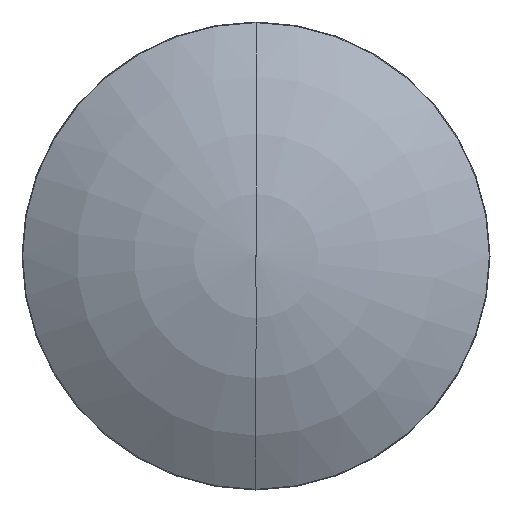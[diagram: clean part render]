
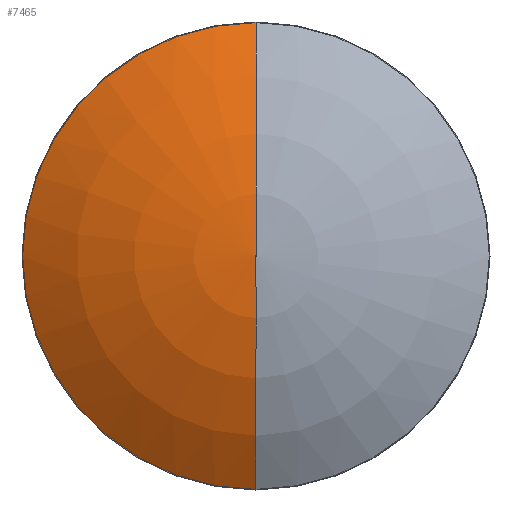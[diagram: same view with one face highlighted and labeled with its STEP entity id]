
A CAD part, left-side view. The second image highlights one B-rep face of the part: STEP entity #7465.
In plain terms, the highlighted toroidal (fillet/blend) face has major radius 0.013 mm and minor radius 14.097 mm.
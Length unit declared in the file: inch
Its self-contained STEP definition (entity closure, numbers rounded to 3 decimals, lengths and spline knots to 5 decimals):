
#809 = EDGE_CURVE ( 'NONE', #5369, #18901, #6175, .T. ) ;
#944 = CARTESIAN_POINT ( 'NONE',  ( 0.435, 0., 0.0005 ) ) ;
#1240 = DIRECTION ( 'NONE',  ( -1., 0., 0. ) ) ;
#3190 = CARTESIAN_POINT ( 'NONE',  ( 0.435, 0., 0. ) ) ;
#3500 = EDGE_CURVE ( 'NONE', #18901, #7105, #6326, .T. ) ;
#5057 = CARTESIAN_POINT ( 'NONE',  ( -0.02464, 0., 0. ) ) ;
#5091 = CARTESIAN_POINT ( 'NONE',  ( 0.435, 0., -0.0005 ) ) ;
#5369 = VERTEX_POINT ( 'NONE', #22797 ) ;
#5398 = AXIS2_PLACEMENT_3D ( 'NONE', #5091, #8698, #10343 ) ;
#6175 = CIRCLE ( 'NONE', #12530, 0.555 ) ;
#6220 = EDGE_CURVE ( 'NONE', #14892, #7105, #9903, .T. ) ;
#6326 = CIRCLE ( 'NONE', #10307, 0.0005 ) ;
#7105 = VERTEX_POINT ( 'NONE', #15170 ) ;
#7369 = DIRECTION ( 'NONE',  ( -1., 0., 0. ) ) ;
#7465 = ADVANCED_FACE ( 'NONE', ( #21046 ), #8435, .T. ) ;
#8048 = DIRECTION ( 'NONE',  ( 0., -1., 0. ) ) ;
#8329 = ORIENTED_EDGE ( 'NONE', *, *, #8337, .T. ) ;
#8337 = EDGE_CURVE ( 'NONE', #5369, #14892, #14873, .T. ) ;
#8409 = ORIENTED_EDGE ( 'NONE', *, *, #809, .F. ) ;
#8435 = TOROIDAL_SURFACE ( 'NONE', #10805, 0.0005, 0.555 ) ;
#8698 = DIRECTION ( 'NONE',  ( 0., 1., 0. ) ) ;
#9903 = CIRCLE ( 'NONE', #5398, 0.555 ) ;
#10307 = AXIS2_PLACEMENT_3D ( 'NONE', #14736, #18448, #16598 ) ;
#10343 = DIRECTION ( 'NONE',  ( 0., 0., 1. ) ) ;
#10805 = AXIS2_PLACEMENT_3D ( 'NONE', #3190, #7369, #16175 ) ;
#11222 = CARTESIAN_POINT ( 'NONE',  ( -0.12, 0., 0.0005 ) ) ;
#12146 = EDGE_LOOP ( 'NONE', ( #8329, #12284, #21622, #8409 ) ) ;
#12284 = ORIENTED_EDGE ( 'NONE', *, *, #6220, .T. ) ;
#12530 = AXIS2_PLACEMENT_3D ( 'NONE', #944, #8048, #15358 ) ;
#13194 = CARTESIAN_POINT ( 'NONE',  ( -0.02464, 0., -0.31156 ) ) ;
#13871 = DIRECTION ( 'NONE',  ( 0., 0., 1. ) ) ;
#14736 = CARTESIAN_POINT ( 'NONE',  ( -0.12, 0., 0. ) ) ;
#14873 = CIRCLE ( 'NONE', #17763, 0.31156 ) ;
#14892 = VERTEX_POINT ( 'NONE', #13194 ) ;
#15170 = CARTESIAN_POINT ( 'NONE',  ( -0.12, 0., -0.0005 ) ) ;
#15358 = DIRECTION ( 'NONE',  ( 0., 0., -1. ) ) ;
#16175 = DIRECTION ( 'NONE',  ( 0., 0., 1. ) ) ;
#16598 = DIRECTION ( 'NONE',  ( 0., 0., 1. ) ) ;
#17763 = AXIS2_PLACEMENT_3D ( 'NONE', #5057, #1240, #13871 ) ;
#18448 = DIRECTION ( 'NONE',  ( -1., 0., 0. ) ) ;
#18901 = VERTEX_POINT ( 'NONE', #11222 ) ;
#21046 = FACE_OUTER_BOUND ( 'NONE', #12146, .T. ) ;
#21622 = ORIENTED_EDGE ( 'NONE', *, *, #3500, .F. ) ;
#22797 = CARTESIAN_POINT ( 'NONE',  ( -0.02464, 0., 0.31156 ) ) ;
